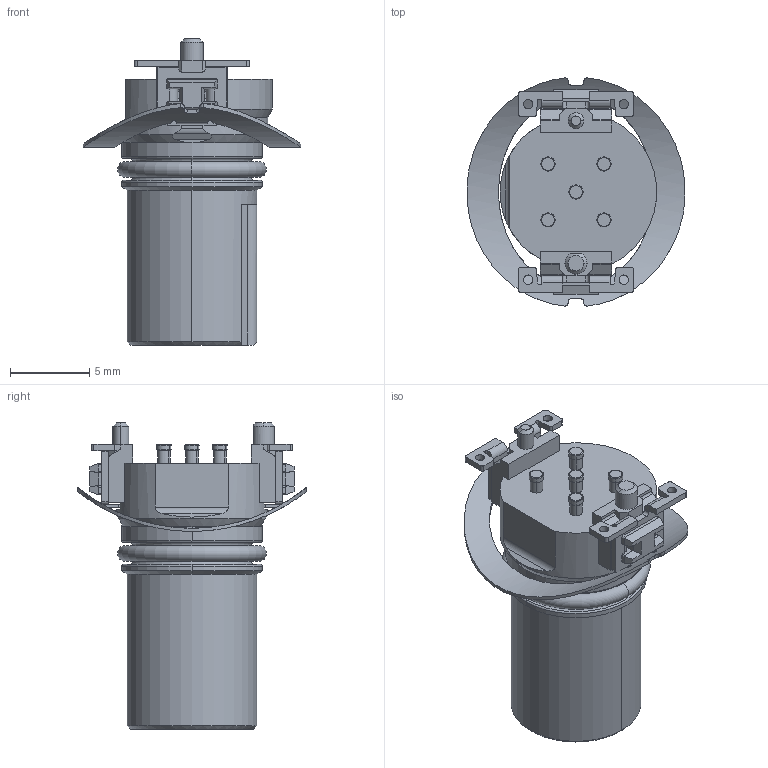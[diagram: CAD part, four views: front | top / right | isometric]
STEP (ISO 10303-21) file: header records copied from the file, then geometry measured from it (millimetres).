
FILE_DESCRIPTION((''),'2;1');
FILE_NAME('1411952','2018-06-13T',('cosa01'),(''),'PRO/ENGINEER BY PARAMETRIC TECHNOLOGY CORPORATION, 2014200','PRO/ENGINEER BY PARAMETRIC TECHNOLOGY CORPORATION, 2014200','');
FILE_SCHEMA(('AUTOMOTIVE_DESIGN { 1 0 10303 214 1 1 1 1 }'));
Length unit declared in the file: millimetre
Products named in the file (1): 1411952
Bounding box: 13.78 x 14.42 x 19.35 mm (x, y, z)
Volume: 1001.4 mm3; surface area: 1134.5 mm2
Topology: 1 solids, 1 shells, 693 faces, 1901 edges, 1221 vertices
Faces by surface type: plane 442, cylinder 196, cone 31, torus 20, extrusion 4
Entity records: 22632 total; most frequent: CARTESIAN_POINT 4743, ORIENTED_EDGE 3802, DIRECTION 3598, EDGE_CURVE 1901, VECTOR 1340, LINE 1336, VERTEX_POINT 1221, AXIS2_PLACEMENT_3D 1129
